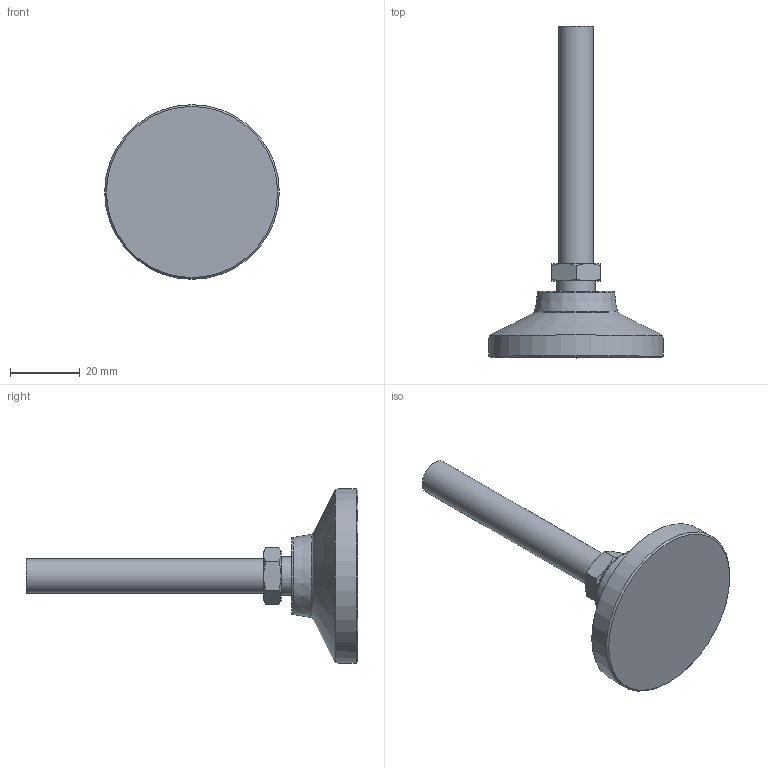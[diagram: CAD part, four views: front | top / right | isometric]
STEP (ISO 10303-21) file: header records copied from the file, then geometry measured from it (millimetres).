
FILE_DESCRIPTION(/* description */ ('aaa'),/* implementation_level */ '2;1');
FILE_NAME(/* name */ 'CPDSN0000029.stp',/* time_stamp */ '2018-11-09T11:14:05+01:00',/* author */ ('fzagni'),/* organization */ (''),/* preprocessor_version */ 'ST-DEVELOPER v16.1',/* originating_system */ 'Autodesk Inventor 2016',/* authorisation */ '');
FILE_SCHEMA (('AUTOMOTIVE_DESIGN { 1 0 10303 214 3 1 1 }'));
Length unit declared in the file: millimetre
Products named in the file (3): 440000005661; 440000005662; 440000005660
Assembly tree (2 placements, depth 2):
  440000005660
    440000005661
    440000005662
Bounding box: 50 x 95 x 50 mm (x, y, z)
Volume: 28736.5 mm3; surface area: 9022.9 mm2
Topology: 2 solids, 2 shells, 34 faces, 70 edges, 41 vertices
Faces by surface type: cone 16, plane 11, cylinder 3, sphere 2, torus 2
Full cylindrical faces by diameter (mm): 10 x1, 11 x1, 14 x1
Entity records: 840 total; most frequent: CARTESIAN_POINT 179, DIRECTION 134, ORIENTED_EDGE 110, AXIS2_PLACEMENT_3D 64, EDGE_CURVE 55, EDGE_LOOP 46, VERTEX_POINT 37, FACE_OUTER_BOUND 34
